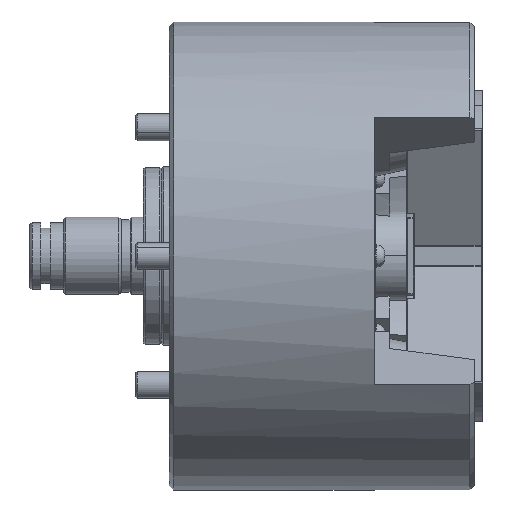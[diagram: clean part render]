
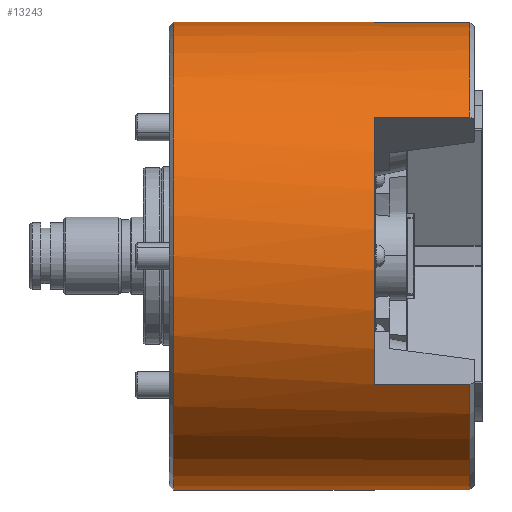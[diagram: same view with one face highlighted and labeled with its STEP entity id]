
A CAD part, front view. The second image highlights one B-rep face of the part: STEP entity #13243.
In plain terms, the highlighted cylindrical face has radius 105 mm (diameter 210 mm), a partial arc.
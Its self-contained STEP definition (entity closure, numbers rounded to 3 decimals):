
#43 = CARTESIAN_POINT ( 'NONE',  ( 135., -6.162, 104.819 ) ) ;
#142 = ORIENTED_EDGE ( 'NONE', *, *, #5335, .F. ) ;
#606 = DIRECTION ( 'NONE',  ( 0., 0., 1. ) ) ;
#644 = DIRECTION ( 'NONE',  ( 0., 0., 1. ) ) ;
#659 = VECTOR ( 'NONE', #4697, 1000. ) ;
#796 = CARTESIAN_POINT ( 'NONE',  ( 2., 0., 105. ) ) ;
#995 = VERTEX_POINT ( 'NONE', #10080 ) ;
#1010 = CARTESIAN_POINT ( 'NONE',  ( 92., -87.746, -57.669 ) ) ;
#1175 = LINE ( 'NONE', #11508, #7559 ) ;
#1434 = AXIS2_PLACEMENT_3D ( 'NONE', #5710, #7720, #14349 ) ;
#1463 = VECTOR ( 'NONE', #4865, 1000. ) ;
#1605 = LINE ( 'NONE', #13222, #8004 ) ;
#1670 = VERTEX_POINT ( 'NONE', #11238 ) ;
#1676 = VERTEX_POINT ( 'NONE', #43 ) ;
#1793 = AXIS2_PLACEMENT_3D ( 'NONE', #11700, #10783, #14526 ) ;
#2094 = AXIS2_PLACEMENT_3D ( 'NONE', #14222, #7416, #644 ) ;
#2461 = VECTOR ( 'NONE', #6426, 1000. ) ;
#2694 = VERTEX_POINT ( 'NONE', #4414 ) ;
#2710 = CIRCLE ( 'NONE', #2094, 105. ) ;
#2712 = AXIS2_PLACEMENT_3D ( 'NONE', #6280, #3641, #3461 ) ;
#2783 = CARTESIAN_POINT ( 'NONE',  ( 135., 0., 0. ) ) ;
#2787 = DIRECTION ( 'NONE',  ( -1., 0., 0. ) ) ;
#2847 = ORIENTED_EDGE ( 'NONE', *, *, #12591, .F. ) ;
#2966 = CIRCLE ( 'NONE', #11526, 105. ) ;
#3359 = VERTEX_POINT ( 'NONE', #796 ) ;
#3461 = DIRECTION ( 'NONE',  ( 0., 0., -1. ) ) ;
#3641 = DIRECTION ( 'NONE',  ( 1., 0., 0. ) ) ;
#3643 = LINE ( 'NONE', #5425, #659 ) ;
#3751 = VERTEX_POINT ( 'NONE', #1010 ) ;
#3946 = DIRECTION ( 'NONE',  ( 0., 0., 1. ) ) ;
#4137 = EDGE_CURVE ( 'NONE', #1670, #14021, #1605, .T. ) ;
#4179 = ORIENTED_EDGE ( 'NONE', *, *, #11347, .T. ) ;
#4233 = ORIENTED_EDGE ( 'NONE', *, *, #6930, .F. ) ;
#4414 = CARTESIAN_POINT ( 'NONE',  ( 92., 0., -105. ) ) ;
#4563 = CIRCLE ( 'NONE', #2712, 105. ) ;
#4654 = LINE ( 'NONE', #6978, #2461 ) ;
#4697 = DIRECTION ( 'NONE',  ( 1., 0., 0. ) ) ;
#4865 = DIRECTION ( 'NONE',  ( 1., 0., 0. ) ) ;
#4970 = CARTESIAN_POINT ( 'NONE',  ( 135., -84.543, 62.269 ) ) ;
#5007 = FACE_OUTER_BOUND ( 'NONE', #6299, .T. ) ;
#5192 = EDGE_CURVE ( 'NONE', #9339, #1676, #4654, .T. ) ;
#5193 = CARTESIAN_POINT ( 'NONE',  ( 92., -6.162, 104.819 ) ) ;
#5335 = EDGE_CURVE ( 'NONE', #9166, #9339, #13850, .T. ) ;
#5425 = CARTESIAN_POINT ( 'NONE',  ( 92., -3.664, -104.936 ) ) ;
#5710 = CARTESIAN_POINT ( 'NONE',  ( 92., 0., 0. ) ) ;
#5985 = CARTESIAN_POINT ( 'NONE',  ( 92., -87.746, -57.669 ) ) ;
#6048 = CARTESIAN_POINT ( 'NONE',  ( 135., 0., 0. ) ) ;
#6280 = CARTESIAN_POINT ( 'NONE',  ( 92., 0., 0. ) ) ;
#6299 = EDGE_LOOP ( 'NONE', ( #12975, #4233, #11045, #12167, #14407, #14472, #7507, #4179, #14335, #142, #9251, #2847 ) ) ;
#6426 = DIRECTION ( 'NONE',  ( 1., 0., 0. ) ) ;
#6930 = EDGE_CURVE ( 'NONE', #11677, #2694, #10947, .T. ) ;
#6978 = CARTESIAN_POINT ( 'NONE',  ( 92., -6.162, 104.819 ) ) ;
#7416 = DIRECTION ( 'NONE',  ( -1., 0., 0. ) ) ;
#7422 = EDGE_CURVE ( 'NONE', #11677, #995, #3643, .T. ) ;
#7507 = ORIENTED_EDGE ( 'NONE', *, *, #4137, .T. ) ;
#7559 = VECTOR ( 'NONE', #10418, 1000. ) ;
#7720 = DIRECTION ( 'NONE',  ( 1., 0., 0. ) ) ;
#7830 = EDGE_CURVE ( 'NONE', #9166, #3359, #13242, .T. ) ;
#8004 = VECTOR ( 'NONE', #9764, 1000. ) ;
#8214 = LINE ( 'NONE', #5985, #1463 ) ;
#8352 = EDGE_CURVE ( 'NONE', #2694, #14010, #1175, .T. ) ;
#8547 = AXIS2_PLACEMENT_3D ( 'NONE', #11353, #9344, #3946 ) ;
#9017 = CIRCLE ( 'NONE', #11443, 105. ) ;
#9166 = VERTEX_POINT ( 'NONE', #10778 ) ;
#9251 = ORIENTED_EDGE ( 'NONE', *, *, #7830, .T. ) ;
#9339 = VERTEX_POINT ( 'NONE', #5193 ) ;
#9344 = DIRECTION ( 'NONE',  ( -1., 0., 0. ) ) ;
#9706 = CYLINDRICAL_SURFACE ( 'NONE', #8547, 105. ) ;
#9764 = DIRECTION ( 'NONE',  ( 1., 0., 0. ) ) ;
#9839 = EDGE_CURVE ( 'NONE', #3751, #9918, #8214, .T. ) ;
#9918 = VERTEX_POINT ( 'NONE', #14506 ) ;
#9954 = CARTESIAN_POINT ( 'NONE',  ( 92., -3.664, -104.936 ) ) ;
#10080 = CARTESIAN_POINT ( 'NONE',  ( 135., -3.664, -104.936 ) ) ;
#10190 = VECTOR ( 'NONE', #2787, 1000. ) ;
#10418 = DIRECTION ( 'NONE',  ( -1., 0., 0. ) ) ;
#10672 = DIRECTION ( 'NONE',  ( 0., 0., 1. ) ) ;
#10778 = CARTESIAN_POINT ( 'NONE',  ( 92., 0., 105. ) ) ;
#10783 = DIRECTION ( 'NONE',  ( 1., 0., 0. ) ) ;
#10947 = CIRCLE ( 'NONE', #1793, 105. ) ;
#11045 = ORIENTED_EDGE ( 'NONE', *, *, #7422, .T. ) ;
#11238 = CARTESIAN_POINT ( 'NONE',  ( 92., -84.543, 62.269 ) ) ;
#11347 = EDGE_CURVE ( 'NONE', #14021, #1676, #9017, .T. ) ;
#11353 = CARTESIAN_POINT ( 'NONE',  ( 0., 0., 0. ) ) ;
#11443 = AXIS2_PLACEMENT_3D ( 'NONE', #2783, #14187, #606 ) ;
#11508 = CARTESIAN_POINT ( 'NONE',  ( 0., 0., -105. ) ) ;
#11526 = AXIS2_PLACEMENT_3D ( 'NONE', #6048, #11829, #10672 ) ;
#11677 = VERTEX_POINT ( 'NONE', #9954 ) ;
#11700 = CARTESIAN_POINT ( 'NONE',  ( 92., 0., 0. ) ) ;
#11829 = DIRECTION ( 'NONE',  ( -1., 0., 0. ) ) ;
#12167 = ORIENTED_EDGE ( 'NONE', *, *, #12241, .T. ) ;
#12199 = CARTESIAN_POINT ( 'NONE',  ( 0., 0., 105. ) ) ;
#12241 = EDGE_CURVE ( 'NONE', #995, #9918, #2966, .T. ) ;
#12591 = EDGE_CURVE ( 'NONE', #14010, #3359, #2710, .T. ) ;
#12975 = ORIENTED_EDGE ( 'NONE', *, *, #8352, .F. ) ;
#13222 = CARTESIAN_POINT ( 'NONE',  ( 92., -84.543, 62.269 ) ) ;
#13242 = LINE ( 'NONE', #12199, #10190 ) ;
#13243 = ADVANCED_FACE ( 'NONE', ( #5007 ), #9706, .T. ) ;
#13324 = CARTESIAN_POINT ( 'NONE',  ( 2., 0., -105. ) ) ;
#13439 = EDGE_CURVE ( 'NONE', #1670, #3751, #4563, .T. ) ;
#13850 = CIRCLE ( 'NONE', #1434, 105. ) ;
#14010 = VERTEX_POINT ( 'NONE', #13324 ) ;
#14021 = VERTEX_POINT ( 'NONE', #4970 ) ;
#14187 = DIRECTION ( 'NONE',  ( -1., 0., 0. ) ) ;
#14222 = CARTESIAN_POINT ( 'NONE',  ( 2., 0., 0. ) ) ;
#14335 = ORIENTED_EDGE ( 'NONE', *, *, #5192, .F. ) ;
#14349 = DIRECTION ( 'NONE',  ( 0., 0., -1. ) ) ;
#14407 = ORIENTED_EDGE ( 'NONE', *, *, #9839, .F. ) ;
#14472 = ORIENTED_EDGE ( 'NONE', *, *, #13439, .F. ) ;
#14506 = CARTESIAN_POINT ( 'NONE',  ( 135., -87.746, -57.669 ) ) ;
#14526 = DIRECTION ( 'NONE',  ( 0., 0., -1. ) ) ;
